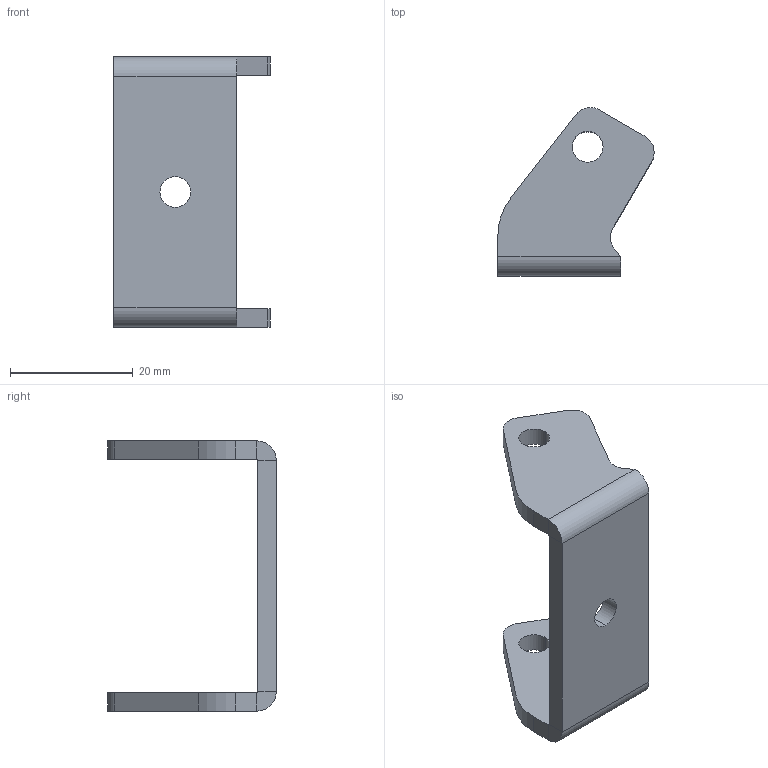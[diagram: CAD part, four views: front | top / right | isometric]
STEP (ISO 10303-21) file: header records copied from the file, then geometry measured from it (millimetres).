
FILE_DESCRIPTION (( 'STEP AP214' ), '1' );
FILE_NAME ('3mm Angled Load Cell Bracket x1.STEP', '2025-05-01T04:15:42', ( '' ), ( '' ), 'SwSTEP 2.0', 'SolidWorks 2022', '' );
FILE_SCHEMA (( 'AUTOMOTIVE_DESIGN' ));
Length unit declared in the file: millimetre
Products named in the file (1): 3mm Angled Load Cell Bracket x1
Bounding box: 25.44 x 27.43 x 44 mm (x, y, z)
Volume: 4797.4 mm3; surface area: 3972.2 mm2
Topology: 1 solids, 1 shells, 43 faces, 107 edges, 66 vertices
Faces by surface type: plane 24, cylinder 19
Entity records: 1317 total; most frequent: DIRECTION 233, CARTESIAN_POINT 217, ORIENTED_EDGE 214, EDGE_CURVE 107, AXIS2_PLACEMENT_3D 82, LINE 69, VECTOR 69, VERTEX_POINT 66
